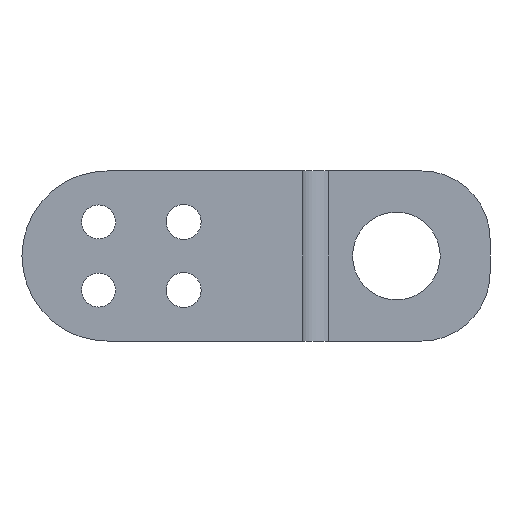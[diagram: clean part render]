
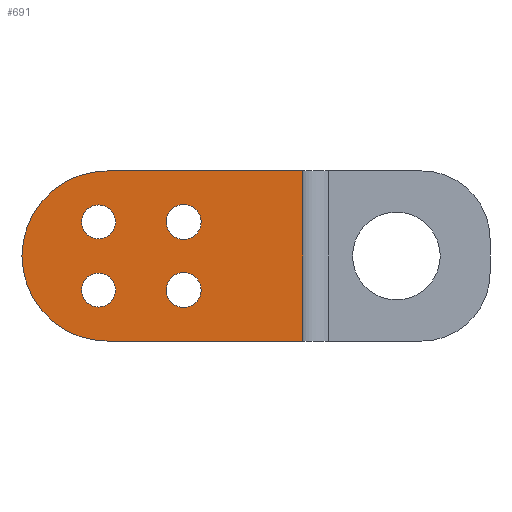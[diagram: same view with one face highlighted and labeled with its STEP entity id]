
A CAD part, front view. The second image highlights one B-rep face of the part: STEP entity #691.
In plain terms, the highlighted planar face has unit normal (0, -1, 0).
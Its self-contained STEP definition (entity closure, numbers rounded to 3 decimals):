
#31=FACE_BOUND('',#152,.T.);
#32=FACE_BOUND('',#153,.T.);
#33=FACE_BOUND('',#154,.T.);
#34=FACE_BOUND('',#155,.T.);
#59=CIRCLE('',#763,10.);
#60=CIRCLE('',#765,2.05);
#61=CIRCLE('',#766,2.05);
#62=CIRCLE('',#767,2.);
#63=CIRCLE('',#768,2.);
#104=FACE_OUTER_BOUND('',#151,.T.);
#151=EDGE_LOOP('',(#557,#558,#559,#560));
#152=EDGE_LOOP('',(#561));
#153=EDGE_LOOP('',(#562));
#154=EDGE_LOOP('',(#563));
#155=EDGE_LOOP('',(#564));
#189=LINE('',#1034,#252);
#210=LINE('',#1099,#273);
#219=LINE('',#1137,#282);
#252=VECTOR('',#818,10.);
#273=VECTOR('',#883,10.);
#282=VECTOR('',#922,10.);
#314=VERTEX_POINT('',#1031);
#315=VERTEX_POINT('',#1033);
#337=VERTEX_POINT('',#1097);
#351=VERTEX_POINT('',#1133);
#352=VERTEX_POINT('',#1138);
#353=VERTEX_POINT('',#1140);
#354=VERTEX_POINT('',#1142);
#355=VERTEX_POINT('',#1144);
#379=EDGE_CURVE('',#314,#315,#189,.T.);
#412=EDGE_CURVE('',#337,#314,#210,.T.);
#430=EDGE_CURVE('',#351,#337,#59,.T.);
#432=EDGE_CURVE('',#351,#315,#219,.T.);
#433=EDGE_CURVE('',#352,#352,#60,.T.);
#434=EDGE_CURVE('',#353,#353,#61,.T.);
#435=EDGE_CURVE('',#354,#354,#62,.T.);
#436=EDGE_CURVE('',#355,#355,#63,.T.);
#557=ORIENTED_EDGE('',*,*,#430,.F.);
#558=ORIENTED_EDGE('',*,*,#432,.T.);
#559=ORIENTED_EDGE('',*,*,#379,.F.);
#560=ORIENTED_EDGE('',*,*,#412,.F.);
#561=ORIENTED_EDGE('',*,*,#433,.T.);
#562=ORIENTED_EDGE('',*,*,#434,.T.);
#563=ORIENTED_EDGE('',*,*,#435,.T.);
#564=ORIENTED_EDGE('',*,*,#436,.T.);
#669=PLANE('',#764);
#691=ADVANCED_FACE('',(#104,#31,#32,#33,#34),#669,.T.);
#763=AXIS2_PLACEMENT_3D('',#1134,#917,#918);
#764=AXIS2_PLACEMENT_3D('',#1136,#920,#921);
#765=AXIS2_PLACEMENT_3D('',#1139,#923,#924);
#766=AXIS2_PLACEMENT_3D('',#1141,#925,#926);
#767=AXIS2_PLACEMENT_3D('',#1143,#927,#928);
#768=AXIS2_PLACEMENT_3D('',#1145,#929,#930);
#818=DIRECTION('',(0.,0.,-1.));
#883=DIRECTION('',(1.,0.,0.));
#917=DIRECTION('center_axis',(0.,1.,0.));
#918=DIRECTION('ref_axis',(-0.707,0.,0.707));
#920=DIRECTION('center_axis',(0.,-1.,0.));
#921=DIRECTION('ref_axis',(0.,0.,1.));
#922=DIRECTION('',(1.,0.,0.));
#923=DIRECTION('center_axis',(0.,1.,0.));
#924=DIRECTION('ref_axis',(1.,0.,0.));
#925=DIRECTION('center_axis',(0.,1.,0.));
#926=DIRECTION('ref_axis',(1.,0.,0.));
#927=DIRECTION('center_axis',(0.,1.,0.));
#928=DIRECTION('ref_axis',(1.,0.,0.));
#929=DIRECTION('center_axis',(0.,1.,0.));
#930=DIRECTION('ref_axis',(1.,0.,0.));
#1031=CARTESIAN_POINT('',(3.,-73.,10.));
#1033=CARTESIAN_POINT('',(3.,-73.,-10.));
#1034=CARTESIAN_POINT('',(3.,-73.,-10.));
#1097=CARTESIAN_POINT('',(-20.,-73.,10.));
#1099=CARTESIAN_POINT('',(0.,-73.,10.));
#1133=CARTESIAN_POINT('',(-20.,-73.,-10.));
#1134=CARTESIAN_POINT('Origin',(-20.,-73.,0.));
#1136=CARTESIAN_POINT('Origin',(0.,-73.,-10.));
#1137=CARTESIAN_POINT('',(0.,-73.,-10.));
#1138=CARTESIAN_POINT('',(-13.05,-73.,-4.));
#1139=CARTESIAN_POINT('Origin',(-11.,-73.,-4.));
#1140=CARTESIAN_POINT('',(-13.05,-73.,4.));
#1141=CARTESIAN_POINT('Origin',(-11.,-73.,4.));
#1142=CARTESIAN_POINT('',(-23.,-73.,-4.));
#1143=CARTESIAN_POINT('Origin',(-21.,-73.,-4.));
#1144=CARTESIAN_POINT('',(-23.,-73.,4.));
#1145=CARTESIAN_POINT('Origin',(-21.,-73.,4.));
